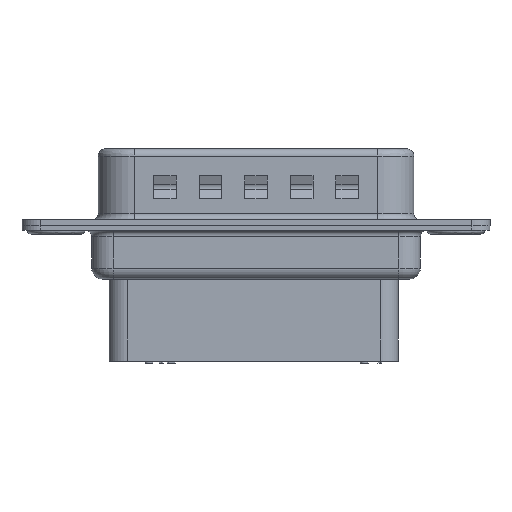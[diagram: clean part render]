
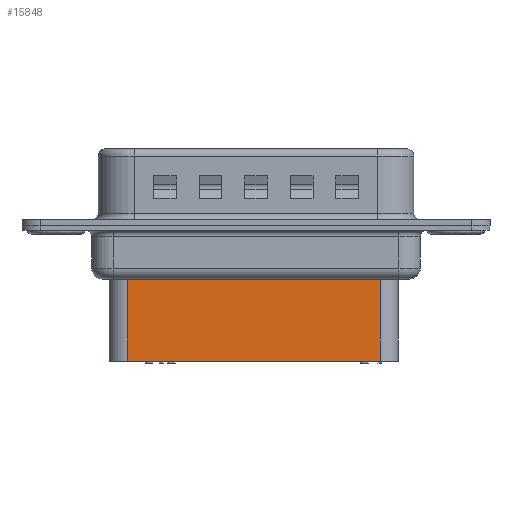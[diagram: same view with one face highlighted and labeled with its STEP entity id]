
A CAD part, front view. The second image highlights one B-rep face of the part: STEP entity #15848.
In plain terms, the highlighted face is planar.
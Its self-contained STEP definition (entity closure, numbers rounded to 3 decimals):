
#1561 = LINE ( 'NONE', #8877, #7291 ) ;
#2420 = AXIS2_PLACEMENT_3D ( 'NONE', #9732, #24165, #7847 ) ;
#5565 = DIRECTION ( 'NONE',  ( 1., 0., 0. ) ) ;
#6295 = EDGE_CURVE ( 'NONE', #27258, #10260, #20578, .T. ) ;
#6499 = DIRECTION ( 'NONE',  ( 0., 0., -1. ) ) ;
#7291 = VECTOR ( 'NONE', #6499, 1000. ) ;
#7847 = DIRECTION ( 'NONE',  ( 0., 0., 1. ) ) ;
#8472 = EDGE_CURVE ( 'NONE', #16145, #27258, #26863, .T. ) ;
#8623 = DIRECTION ( 'NONE',  ( 0., 0., 1. ) ) ;
#8877 = CARTESIAN_POINT ( 'NONE',  ( -10.55, 3.65, 1.95 ) ) ;
#9732 = CARTESIAN_POINT ( 'NONE',  ( -10.55, 3.65, 1.95 ) ) ;
#10260 = VERTEX_POINT ( 'NONE', #28980 ) ;
#11013 = EDGE_LOOP ( 'NONE', ( #23176, #12885, #27809, #25139 ) ) ;
#12885 = ORIENTED_EDGE ( 'NONE', *, *, #20761, .F. ) ;
#14383 = FACE_OUTER_BOUND ( 'NONE', #11013, .T. ) ;
#14847 = PLANE ( 'NONE',  #2420 ) ;
#15848 = ADVANCED_FACE ( 'NONE', ( #14383 ), #14847, .T. ) ;
#16145 = VERTEX_POINT ( 'NONE', #29924 ) ;
#16692 = VECTOR ( 'NONE', #19684, 1000. ) ;
#19519 = CARTESIAN_POINT ( 'NONE',  ( 10.55, 3.65, 1.95 ) ) ;
#19684 = DIRECTION ( 'NONE',  ( 1., 0., 0. ) ) ;
#20124 = CARTESIAN_POINT ( 'NONE',  ( -10.55, 3.65, 9.2 ) ) ;
#20578 = LINE ( 'NONE', #22924, #25038 ) ;
#20761 = EDGE_CURVE ( 'NONE', #23825, #16145, #1561, .T. ) ;
#22924 = CARTESIAN_POINT ( 'NONE',  ( 10.55, 3.65, 1.95 ) ) ;
#23176 = ORIENTED_EDGE ( 'NONE', *, *, #8472, .F. ) ;
#23778 = EDGE_CURVE ( 'NONE', #23825, #10260, #28796, .T. ) ;
#23825 = VERTEX_POINT ( 'NONE', #20124 ) ;
#23896 = CARTESIAN_POINT ( 'NONE',  ( -10.55, 3.65, 9.2 ) ) ;
#24165 = DIRECTION ( 'NONE',  ( 0., 1., 0. ) ) ;
#25038 = VECTOR ( 'NONE', #8623, 1000. ) ;
#25139 = ORIENTED_EDGE ( 'NONE', *, *, #6295, .F. ) ;
#26494 = VECTOR ( 'NONE', #5565, 1000. ) ;
#26863 = LINE ( 'NONE', #26997, #26494 ) ;
#26997 = CARTESIAN_POINT ( 'NONE',  ( 0., 3.65, 1.95 ) ) ;
#27258 = VERTEX_POINT ( 'NONE', #19519 ) ;
#27809 = ORIENTED_EDGE ( 'NONE', *, *, #23778, .T. ) ;
#28796 = LINE ( 'NONE', #23896, #16692 ) ;
#28980 = CARTESIAN_POINT ( 'NONE',  ( 10.55, 3.65, 9.2 ) ) ;
#29924 = CARTESIAN_POINT ( 'NONE',  ( -10.55, 3.65, 1.95 ) ) ;
